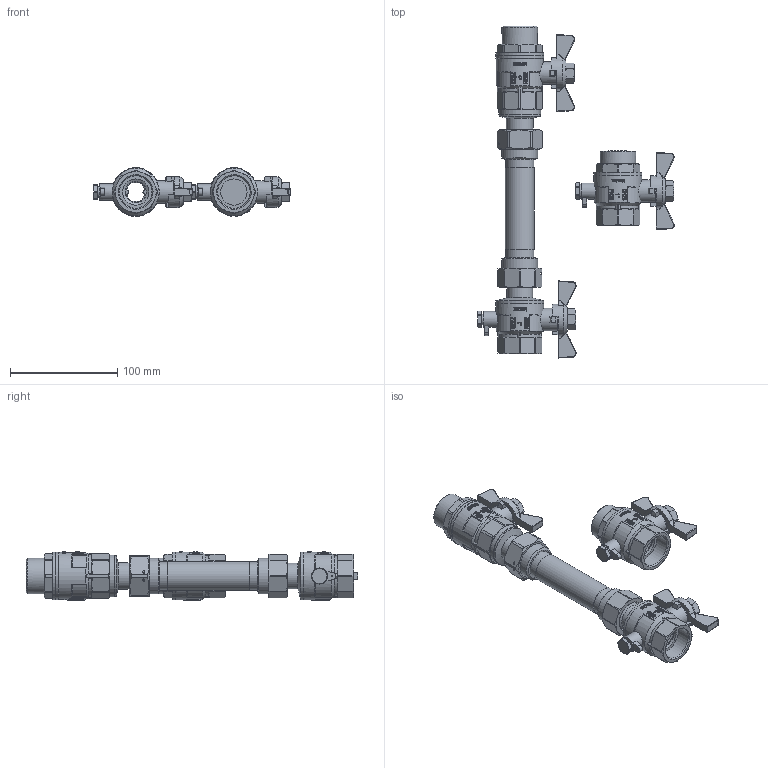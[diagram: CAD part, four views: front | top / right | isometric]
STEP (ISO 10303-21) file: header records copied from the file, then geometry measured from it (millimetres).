
FILE_DESCRIPTION(/* description */ ('Unknown'),/* implementation_level */ '2;1');
FILE_NAME(/* name */ '80200014',/* time_stamp */ '2023-07-12T13:27:20+02:00',/* author */ ('Unknown'),/* organization */ ('Unknown'),/* preprocessor_version */ 'ST-DEVELOPER v18.102',/* originating_system */ 'Solid Edge',/* authorisation */ 'Unknown');
FILE_SCHEMA (('AUTOMOTIVE_DESIGN {1 0 10303 214 3 1 1}'));
Length unit declared in the file: millimetre
Products named in the file (47): 80200014; 98708712-3_4x110; 98000728-56_IG3_4 x AG1; 722-66_oa_0; B1; F-griff-1.1; M10-1-Mutter-al.g..1; Kvrper-co_oa_1; Schtaube; Kvrper; Spindel-co_oa_2; Spindel; Stopfbuchse; verschraubung-co; _berwurfmutter; Einschraubteil; Dichtung; Sperring; 725_66; StoppRing; O-Ring; St_tze; Speerring; 711-66_oa_3; Spindel-co_oa_4; 600-1-Mutter-fl.g.; F-griff; Körper-zus._oa_5; Einschraubteil_; Schraube; Körper; 616-1_oa_6; Flügelgriff 1; 616-1_Körper zus.; 600-1-Spindel-co; 600-1-Stopfbuchse; 600-1-spindel; 600-1-0-ring; 600-1-Spindeldichtung; 616-1_Einschraubteil ...
Assembly tree (47 placements, depth 5):
  80200014
    98708712-3_4x110
    98000728-56_IG3_4 x AG1  x2
    722-66_oa_0
      B1
        F-griff-1.1
        M10-1-Mutter-al.g..1
      Kvrper-co_oa_1
        Schtaube
        Kvrper
      Spindel-co_oa_2
        Spindel
        Stopfbuchse
      verschraubung-co
        _berwurfmutter
        Einschraubteil
        Dichtung
        Sperring
    725_66
      Dichtung
      StoppRing
      O-Ring
      _berwurfmutter
      St_tze
      Speerring
    711-66_oa_3
      Spindel-co_oa_4
        Spindel
        600-1-Mutter-fl.g.
        Stopfbuchse
      F-griff
      Körper-zus._oa_5
        Einschraubteil_
        Schraube
        Dichtung
        Körper
    616-1_oa_6
      Flügelgriff 1
      616-1_Körper zus.
        600-1-Spindel-co
          600-1-Stopfbuchse
          600-1-spindel
          600-1-0-ring
          600-1-Spindeldichtung
        616-1_Einschraubteil
        600-1_Körper
      M10_MU.1_0
Bounding box: 183.9 x 310.2 x 45.36 mm (x, y, z)
Volume: 245264.2 mm3; surface area: 148947.7 mm2
Topology: 35 solids, 35 shells, 3690 faces, 10239 edges, 6774 vertices
Faces by surface type: plane 2957, cylinder 428, cone 220, bspline 54, sphere 26, torus 5
Full cylindrical faces by diameter (mm): 1.5 x4, 5 x2, 5.9 x2, 8.5 x2, 8.8 x2, 8.9 x1, 8.92 x2, 10 x3, 12 x6, 12.1 x4, 12.5 x3, 13 x1, 14 x3, 14.5 x3, 15 x2, 16 x3, 16.3 x1, 16.376 x2, 16.5 x2, 18 x3, 18.9 x1, 20 x1, 21 x4, 22 x1, 22.5 x3, 24 x5, 24.117 x2, 24.5 x3, 25 x1, 26.441 x2
Entity records: 143855 total; most frequent: CARTESIAN_POINT 37970, DIRECTION 22147, ORIENTED_EDGE 19744, EDGE_CURVE 9872, AXIS2_PLACEMENT_3D 9169, VERTEX_POINT 6660, FACE_BOUND 4122, EDGE_LOOP 4118
